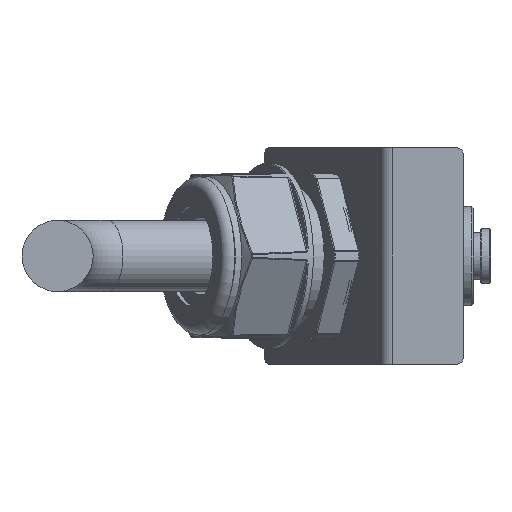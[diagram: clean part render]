
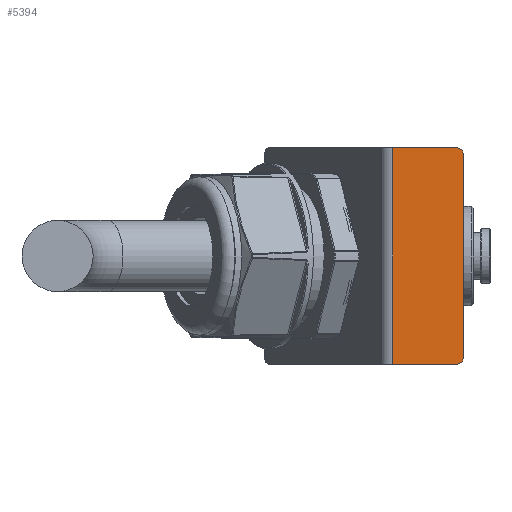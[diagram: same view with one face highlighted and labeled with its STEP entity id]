
A CAD part, left-side view. The second image highlights one B-rep face of the part: STEP entity #5394.
In plain terms, the highlighted planar face has unit normal (-1, 0, 0).
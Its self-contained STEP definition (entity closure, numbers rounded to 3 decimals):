
#246 = LINE ( 'NONE', #11160, #8912 ) ;
#358 = CARTESIAN_POINT ( 'NONE',  ( -660.588, 1.714, -1.714 ) ) ;
#428 = EDGE_CURVE ( 'NONE', #2025, #8640, #246, .T. ) ;
#783 = CARTESIAN_POINT ( 'NONE',  ( -660.588, 0., -1.714 ) ) ;
#904 = ORIENTED_EDGE ( 'NONE', *, *, #3564, .T. ) ;
#944 = CARTESIAN_POINT ( 'NONE',  ( -660.588, 1.714, -53.658 ) ) ;
#997 = DIRECTION ( 'NONE',  ( 0., 0., 1. ) ) ;
#1171 = EDGE_CURVE ( 'NONE', #4977, #5366, #3897, .T. ) ;
#1507 = VECTOR ( 'NONE', #997, 1000. ) ;
#2025 = VERTEX_POINT ( 'NONE', #6074 ) ;
#2040 = ORIENTED_EDGE ( 'NONE', *, *, #11061, .T. ) ;
#2142 = CARTESIAN_POINT ( 'NONE',  ( -660.588, 1.714, -55.372 ) ) ;
#2777 = AXIS2_PLACEMENT_3D ( 'NONE', #944, #5991, #3044 ) ;
#3044 = DIRECTION ( 'NONE',  ( 0., 0., 1. ) ) ;
#3541 = VERTEX_POINT ( 'NONE', #6772 ) ;
#3564 = EDGE_CURVE ( 'NONE', #3600, #4977, #8323, .T. ) ;
#3600 = VERTEX_POINT ( 'NONE', #2142 ) ;
#3666 = EDGE_CURVE ( 'NONE', #5366, #8640, #10130, .T. ) ;
#3897 = LINE ( 'NONE', #7699, #11186 ) ;
#4464 = ORIENTED_EDGE ( 'NONE', *, *, #9800, .F. ) ;
#4977 = VERTEX_POINT ( 'NONE', #12116 ) ;
#5100 = DIRECTION ( 'NONE',  ( -1., 0., 0. ) ) ;
#5366 = VERTEX_POINT ( 'NONE', #783 ) ;
#5394 = ADVANCED_FACE ( 'NONE', ( #12480 ), #10672, .T. ) ;
#5950 = AXIS2_PLACEMENT_3D ( 'NONE', #7970, #9644, #6804 ) ;
#5991 = DIRECTION ( 'NONE',  ( -1., 0., 0. ) ) ;
#6074 = CARTESIAN_POINT ( 'NONE',  ( -660.588, 18.078, 0. ) ) ;
#6078 = ORIENTED_EDGE ( 'NONE', *, *, #3666, .T. ) ;
#6710 = CARTESIAN_POINT ( 'NONE',  ( -660.588, 18.078, -55.372 ) ) ;
#6718 = CARTESIAN_POINT ( 'NONE',  ( -660.588, 1.714, 0. ) ) ;
#6772 = CARTESIAN_POINT ( 'NONE',  ( -660.588, 18.078, -55.372 ) ) ;
#6804 = DIRECTION ( 'NONE',  ( 0., 0., 1. ) ) ;
#6940 = DIRECTION ( 'NONE',  ( 0., -1., 0. ) ) ;
#7118 = DIRECTION ( 'NONE',  ( 0., -1., 0. ) ) ;
#7422 = EDGE_LOOP ( 'NONE', ( #2040, #904, #11932, #6078, #10879, #4464 ) ) ;
#7699 = CARTESIAN_POINT ( 'NONE',  ( -660.588, 0., -55.372 ) ) ;
#7822 = DIRECTION ( 'NONE',  ( 0., 0., 1. ) ) ;
#7881 = AXIS2_PLACEMENT_3D ( 'NONE', #358, #5100, #11271 ) ;
#7919 = CARTESIAN_POINT ( 'NONE',  ( -660.588, 0., -55.372 ) ) ;
#7970 = CARTESIAN_POINT ( 'NONE',  ( -660.588, 0., -55.372 ) ) ;
#8323 = CIRCLE ( 'NONE', #2777, 1.714 ) ;
#8640 = VERTEX_POINT ( 'NONE', #6718 ) ;
#8805 = LINE ( 'NONE', #7919, #11183 ) ;
#8912 = VECTOR ( 'NONE', #7118, 1000. ) ;
#9644 = DIRECTION ( 'NONE',  ( -1., 0., 0. ) ) ;
#9738 = LINE ( 'NONE', #6710, #1507 ) ;
#9800 = EDGE_CURVE ( 'NONE', #3541, #2025, #9738, .T. ) ;
#10130 = CIRCLE ( 'NONE', #7881, 1.714 ) ;
#10672 = PLANE ( 'NONE',  #5950 ) ;
#10879 = ORIENTED_EDGE ( 'NONE', *, *, #428, .F. ) ;
#11061 = EDGE_CURVE ( 'NONE', #3541, #3600, #8805, .T. ) ;
#11160 = CARTESIAN_POINT ( 'NONE',  ( -660.588, 0., 0. ) ) ;
#11183 = VECTOR ( 'NONE', #6940, 1000. ) ;
#11186 = VECTOR ( 'NONE', #7822, 1000. ) ;
#11271 = DIRECTION ( 'NONE',  ( 0., 0., 1. ) ) ;
#11932 = ORIENTED_EDGE ( 'NONE', *, *, #1171, .T. ) ;
#12116 = CARTESIAN_POINT ( 'NONE',  ( -660.588, 0., -53.658 ) ) ;
#12480 = FACE_OUTER_BOUND ( 'NONE', #7422, .T. ) ;
